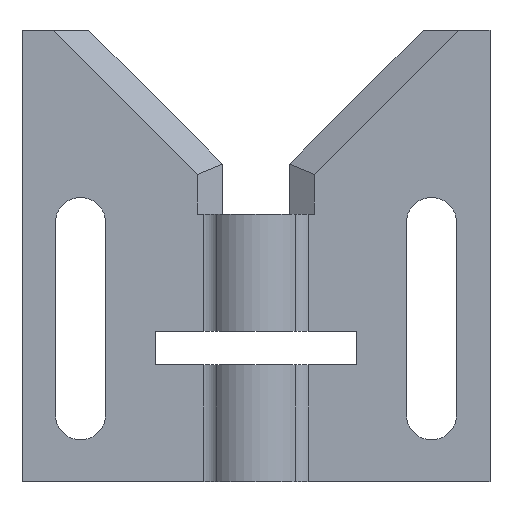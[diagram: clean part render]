
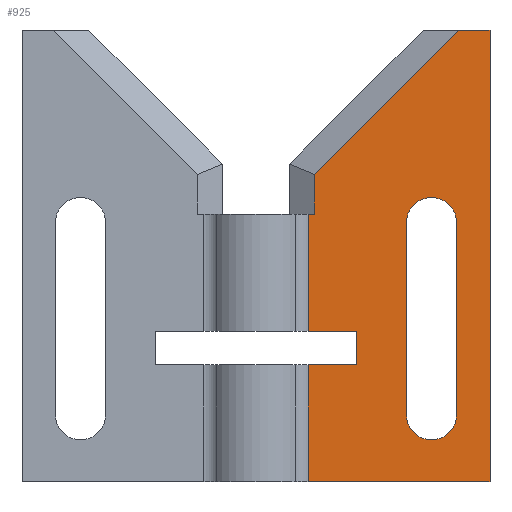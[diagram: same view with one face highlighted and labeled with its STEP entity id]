
A CAD part, left-side view. The second image highlights one B-rep face of the part: STEP entity #925.
In plain terms, the highlighted planar face has unit normal (-1, 0, 0).
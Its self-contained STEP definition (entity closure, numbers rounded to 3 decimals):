
#14=FACE_BOUND('',#103,.T.);
#15=FACE_BOUND('',#104,.T.);
#31=PLANE('',#978);
#103=EDGE_LOOP('',(#634,#635,#636,#637));
#104=EDGE_LOOP('',(#638,#639,#640,#641,#642,#643,#644,#645,#646,#647,#648));
#160=LINE('',#1337,#262);
#162=LINE('',#1344,#264);
#163=LINE('',#1348,#265);
#164=LINE('',#1351,#266);
#165=LINE('',#1353,#267);
#166=LINE('',#1355,#268);
#167=LINE('',#1357,#269);
#168=LINE('',#1359,#270);
#169=LINE('',#1361,#271);
#170=LINE('',#1363,#272);
#171=LINE('',#1365,#273);
#172=LINE('',#1367,#274);
#173=LINE('',#1368,#275);
#262=VECTOR('',#1065,14.);
#264=VECTOR('',#1071,23.);
#265=VECTOR('',#1074,23.);
#266=VECTOR('',#1077,5.755);
#267=VECTOR('',#1078,4.);
#268=VECTOR('',#1079,5.755);
#269=VECTOR('',#1080,14.);
#270=VECTOR('',#1081,21.755);
#271=VECTOR('',#1082,54.);
#272=VECTOR('',#1083,3.757);
#273=VECTOR('',#1084,24.385);
#274=VECTOR('',#1085,4.757);
#275=VECTOR('',#1086,0.755);
#366=CIRCLE('',#979,3.);
#367=CIRCLE('',#980,3.);
#401=VERTEX_POINT('',#1334);
#402=VERTEX_POINT('',#1336);
#404=VERTEX_POINT('',#1342);
#405=VERTEX_POINT('',#1343);
#406=VERTEX_POINT('',#1345);
#407=VERTEX_POINT('',#1347);
#408=VERTEX_POINT('',#1350);
#409=VERTEX_POINT('',#1352);
#410=VERTEX_POINT('',#1354);
#411=VERTEX_POINT('',#1356);
#412=VERTEX_POINT('',#1358);
#413=VERTEX_POINT('',#1360);
#414=VERTEX_POINT('',#1362);
#415=VERTEX_POINT('',#1364);
#416=VERTEX_POINT('',#1366);
#493=EDGE_CURVE('',#401,#402,#160,.T.);
#496=EDGE_CURVE('',#404,#405,#162,.T.);
#497=EDGE_CURVE('',#405,#406,#366,.T.);
#498=EDGE_CURVE('',#406,#407,#163,.T.);
#499=EDGE_CURVE('',#407,#404,#367,.T.);
#500=EDGE_CURVE('',#401,#408,#164,.T.);
#501=EDGE_CURVE('',#408,#409,#165,.T.);
#502=EDGE_CURVE('',#409,#410,#166,.T.);
#503=EDGE_CURVE('',#411,#410,#167,.T.);
#504=EDGE_CURVE('',#412,#411,#168,.T.);
#505=EDGE_CURVE('',#413,#412,#169,.T.);
#506=EDGE_CURVE('',#414,#413,#170,.T.);
#507=EDGE_CURVE('',#415,#414,#171,.T.);
#508=EDGE_CURVE('',#416,#415,#172,.T.);
#509=EDGE_CURVE('',#402,#416,#173,.T.);
#634=ORIENTED_EDGE('',*,*,#496,.T.);
#635=ORIENTED_EDGE('',*,*,#497,.T.);
#636=ORIENTED_EDGE('',*,*,#498,.T.);
#637=ORIENTED_EDGE('',*,*,#499,.T.);
#638=ORIENTED_EDGE('',*,*,#493,.F.);
#639=ORIENTED_EDGE('',*,*,#500,.T.);
#640=ORIENTED_EDGE('',*,*,#501,.T.);
#641=ORIENTED_EDGE('',*,*,#502,.T.);
#642=ORIENTED_EDGE('',*,*,#503,.F.);
#643=ORIENTED_EDGE('',*,*,#504,.F.);
#644=ORIENTED_EDGE('',*,*,#505,.F.);
#645=ORIENTED_EDGE('',*,*,#506,.F.);
#646=ORIENTED_EDGE('',*,*,#507,.F.);
#647=ORIENTED_EDGE('',*,*,#508,.F.);
#648=ORIENTED_EDGE('',*,*,#509,.F.);
#925=ADVANCED_FACE('',(#14,#15),#31,.F.);
#978=AXIS2_PLACEMENT_3D('',#1341,#1069,#1070);
#979=AXIS2_PLACEMENT_3D('',#1346,#1072,#1073);
#980=AXIS2_PLACEMENT_3D('',#1349,#1075,#1076);
#1065=DIRECTION('',(0.,0.,1.));
#1069=DIRECTION('center_axis',(1.,0.,0.));
#1070=DIRECTION('ref_axis',(0.,0.,-1.));
#1071=DIRECTION('',(0.,0.,1.));
#1072=DIRECTION('center_axis',(1.,0.,0.));
#1073=DIRECTION('ref_axis',(0.,1.,0.));
#1074=DIRECTION('',(0.,0.,-1.));
#1075=DIRECTION('center_axis',(1.,0.,0.));
#1076=DIRECTION('ref_axis',(0.,-1.,0.));
#1077=DIRECTION('',(0.,-1.,0.));
#1078=DIRECTION('',(0.,0.,-1.));
#1079=DIRECTION('',(0.,1.,0.));
#1080=DIRECTION('',(0.,0.,1.));
#1081=DIRECTION('',(0.,1.,0.));
#1082=DIRECTION('',(0.,0.,-1.));
#1083=DIRECTION('',(0.,-1.,0.));
#1084=DIRECTION('',(0.,-0.707,0.707));
#1085=DIRECTION('',(0.,0.,1.));
#1086=DIRECTION('',(0.,-1.,0.));
#1334=CARTESIAN_POINT('',(-3.,-6.245,18.));
#1336=CARTESIAN_POINT('',(-3.,-6.245,32.));
#1337=CARTESIAN_POINT('',(-3.,-6.245,0.));
#1341=CARTESIAN_POINT('Origin',(-3.,0.,26.657));
#1342=CARTESIAN_POINT('',(-3.,-18.,8.));
#1343=CARTESIAN_POINT('',(-3.,-18.,31.));
#1344=CARTESIAN_POINT('',(-3.,-18.,28.828));
#1345=CARTESIAN_POINT('',(-3.,-24.,31.));
#1346=CARTESIAN_POINT('Origin',(-3.,-21.,31.));
#1347=CARTESIAN_POINT('',(-3.,-24.,8.));
#1348=CARTESIAN_POINT('',(-3.,-24.,17.328));
#1349=CARTESIAN_POINT('Origin',(-3.,-21.,8.));
#1350=CARTESIAN_POINT('',(-3.,-12.,18.));
#1351=CARTESIAN_POINT('',(-3.,0.,18.));
#1352=CARTESIAN_POINT('',(-3.,-12.,14.));
#1353=CARTESIAN_POINT('',(-3.,-12.,21.328));
#1354=CARTESIAN_POINT('',(-3.,-6.245,14.));
#1355=CARTESIAN_POINT('',(-3.,0.,14.));
#1356=CARTESIAN_POINT('',(-3.,-6.245,0.));
#1357=CARTESIAN_POINT('',(-3.,-6.245,0.));
#1358=CARTESIAN_POINT('',(-3.,-28.,0.));
#1359=CARTESIAN_POINT('',(-3.,-28.,0.));
#1360=CARTESIAN_POINT('',(-3.,-28.,54.));
#1361=CARTESIAN_POINT('',(-3.,-28.,54.));
#1362=CARTESIAN_POINT('',(-3.,-24.243,54.));
#1363=CARTESIAN_POINT('',(-3.,-20.,54.));
#1364=CARTESIAN_POINT('',(-3.,-7.,36.757));
#1365=CARTESIAN_POINT('',(-3.,-10.286,40.043));
#1366=CARTESIAN_POINT('',(-3.,-7.,32.));
#1367=CARTESIAN_POINT('',(-3.,-7.,32.328));
#1368=CARTESIAN_POINT('',(-3.,-2.,32.));
